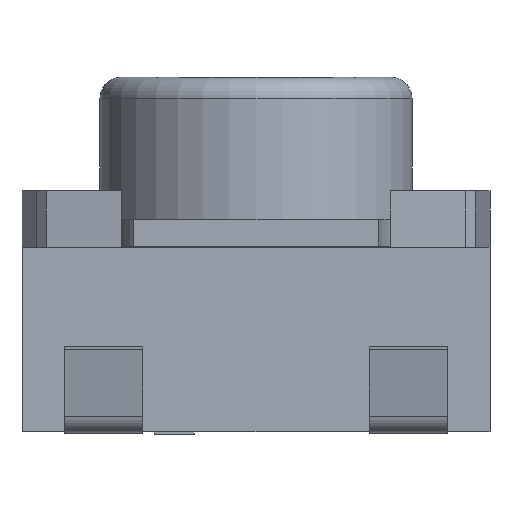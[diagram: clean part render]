
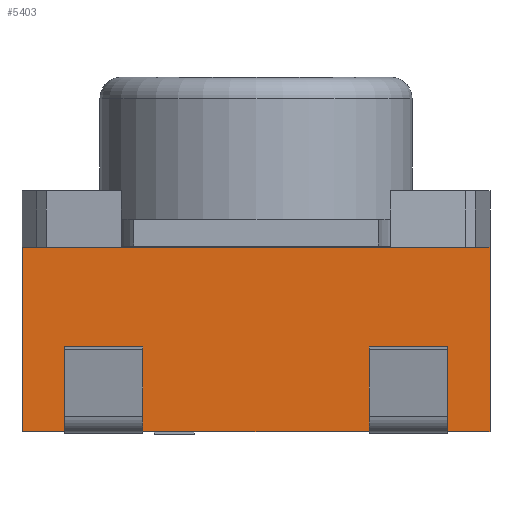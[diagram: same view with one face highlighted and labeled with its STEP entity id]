
A CAD part, left-side view. The second image highlights one B-rep face of the part: STEP entity #5403.
In plain terms, the highlighted planar face has unit normal (-1, 0, 0).
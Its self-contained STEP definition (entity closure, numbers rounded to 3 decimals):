
#145=DIRECTION('',(0.,-1.,0.));
#146=VECTOR('',#145,0.3);
#147=CARTESIAN_POINT('',(-2.1,-1.35,0.));
#148=LINE('',#147,#146);
#193=DIRECTION('',(0.,-1.,0.));
#194=VECTOR('',#193,0.3);
#195=CARTESIAN_POINT('',(-2.1,1.65,0.));
#196=LINE('',#195,#194);
#209=DIRECTION('',(0.,-1.,0.));
#210=VECTOR('',#209,1.6);
#211=CARTESIAN_POINT('',(-2.1,0.8,0.));
#212=LINE('',#211,#210);
#927=DIRECTION('',(0.,0.,1.));
#928=VECTOR('',#927,1.3);
#929=CARTESIAN_POINT('',(-2.1,-1.65,0.));
#930=LINE('',#929,#928);
#965=DIRECTION('',(0.,-1.,0.));
#966=VECTOR('',#965,0.7);
#967=CARTESIAN_POINT('',(-2.1,-0.95,1.3));
#968=LINE('',#967,#966);
#985=DIRECTION('',(0.,-1.,0.));
#986=VECTOR('',#985,1.9);
#987=CARTESIAN_POINT('',(-2.1,0.95,1.3));
#988=LINE('',#987,#986);
#1061=DIRECTION('',(0.,-1.,0.));
#1062=VECTOR('',#1061,0.7);
#1063=CARTESIAN_POINT('',(-2.1,1.65,1.3));
#1064=LINE('',#1063,#1062);
#1405=DIRECTION('',(0.,0.,1.));
#1406=VECTOR('',#1405,0.094);
#1407=CARTESIAN_POINT('',(-2.1,-0.8,0.));
#1408=LINE('',#1407,#1406);
#1409=DIRECTION('',(0.,0.,1.));
#1410=VECTOR('',#1409,0.094);
#1411=CARTESIAN_POINT('',(-2.1,0.8,0.));
#1412=LINE('',#1411,#1410);
#1413=DIRECTION('',(0.,1.,0.));
#1414=VECTOR('',#1413,0.55);
#1415=CARTESIAN_POINT('',(-2.1,0.8,0.094));
#1416=LINE('',#1415,#1414);
#1417=DIRECTION('',(0.,0.,1.));
#1418=VECTOR('',#1417,0.094);
#1419=CARTESIAN_POINT('',(-2.1,1.35,0.));
#1420=LINE('',#1419,#1418);
#1421=DIRECTION('',(0.,0.,1.));
#1422=VECTOR('',#1421,1.3);
#1423=CARTESIAN_POINT('',(-2.1,1.65,0.));
#1424=LINE('',#1423,#1422);
#1425=DIRECTION('',(0.,0.,1.));
#1426=VECTOR('',#1425,0.094);
#1427=CARTESIAN_POINT('',(-2.1,-1.35,0.));
#1428=LINE('',#1427,#1426);
#1429=DIRECTION('',(0.,1.,0.));
#1430=VECTOR('',#1429,0.55);
#1431=CARTESIAN_POINT('',(-2.1,-1.35,0.094));
#1432=LINE('',#1431,#1430);
#2385=CARTESIAN_POINT('',(-2.1,-1.65,0.));
#2387=VERTEX_POINT('',#2385);
#2390=CARTESIAN_POINT('',(-2.1,1.65,0.));
#2392=VERTEX_POINT('',#2390);
#2393=CARTESIAN_POINT('',(-2.1,1.65,1.3));
#2394=VERTEX_POINT('',#2393);
#2395=CARTESIAN_POINT('',(-2.1,-1.65,1.3));
#2396=VERTEX_POINT('',#2395);
#2465=CARTESIAN_POINT('',(-2.1,-0.95,1.3));
#2467=VERTEX_POINT('',#2465);
#2479=CARTESIAN_POINT('',(-2.1,0.95,1.3));
#2481=VERTEX_POINT('',#2479);
#3021=CARTESIAN_POINT('',(-2.1,0.8,0.));
#3023=VERTEX_POINT('',#3021);
#3029=CARTESIAN_POINT('',(-2.1,1.35,0.));
#3031=VERTEX_POINT('',#3029);
#3037=CARTESIAN_POINT('',(-2.1,0.8,0.094));
#3038=VERTEX_POINT('',#3037);
#3039=CARTESIAN_POINT('',(-2.1,1.35,0.094));
#3040=VERTEX_POINT('',#3039);
#3097=CARTESIAN_POINT('',(-2.1,-0.8,0.094));
#3098=VERTEX_POINT('',#3097);
#3105=CARTESIAN_POINT('',(-2.1,-1.35,0.094));
#3106=VERTEX_POINT('',#3105);
#3109=CARTESIAN_POINT('',(-2.1,-0.8,0.));
#3110=VERTEX_POINT('',#3109);
#3113=CARTESIAN_POINT('',(-2.1,-1.35,0.));
#3114=VERTEX_POINT('',#3113);
#5377=CARTESIAN_POINT('',(-2.1,1.65,0.));
#5378=DIRECTION('',(-1.,0.,0.));
#5379=DIRECTION('',(0.,-1.,0.));
#5380=AXIS2_PLACEMENT_3D('',#5377,#5378,#5379);
#5381=PLANE('',#5380);
#5382=ORIENTED_EDGE('',*,*,#4077,.F.);
#5383=ORIENTED_EDGE('',*,*,#3199,.F.);
#5385=ORIENTED_EDGE('',*,*,#5384,.T.);
#5387=ORIENTED_EDGE('',*,*,#5386,.T.);
#5389=ORIENTED_EDGE('',*,*,#5388,.F.);
#5390=ORIENTED_EDGE('',*,*,#3191,.F.);
#5392=ORIENTED_EDGE('',*,*,#5391,.T.);
#5393=ORIENTED_EDGE('',*,*,#4453,.T.);
#5394=ORIENTED_EDGE('',*,*,#4392,.T.);
#5395=ORIENTED_EDGE('',*,*,#4367,.T.);
#5396=ORIENTED_EDGE('',*,*,#4343,.F.);
#5397=ORIENTED_EDGE('',*,*,#3167,.F.);
#5398=ORIENTED_EDGE('',*,*,#4148,.T.);
#5400=ORIENTED_EDGE('',*,*,#5399,.T.);
#5401=EDGE_LOOP('',(#5382,#5383,#5385,#5387,#5389,#5390,#5392,#5393,#5394,#5395,
#5396,#5397,#5398,#5400));
#5402=FACE_OUTER_BOUND('',#5401,.F.);
#5403=ADVANCED_FACE('',(#5402),#5381,.T.);
#3167=EDGE_CURVE('',#3114,#2387,#148,.T.);
#3191=EDGE_CURVE('',#2392,#3031,#196,.T.);
#3199=EDGE_CURVE('',#3023,#3110,#212,.T.);
#4077=EDGE_CURVE('',#3110,#3098,#1408,.T.);
#4148=EDGE_CURVE('',#3114,#3106,#1428,.T.);
#4343=EDGE_CURVE('',#2387,#2396,#930,.T.);
#4367=EDGE_CURVE('',#2467,#2396,#968,.T.);
#4392=EDGE_CURVE('',#2481,#2467,#988,.T.);
#4453=EDGE_CURVE('',#2394,#2481,#1064,.T.);
#5384=EDGE_CURVE('',#3023,#3038,#1412,.T.);
#5386=EDGE_CURVE('',#3038,#3040,#1416,.T.);
#5388=EDGE_CURVE('',#3031,#3040,#1420,.T.);
#5391=EDGE_CURVE('',#2392,#2394,#1424,.T.);
#5399=EDGE_CURVE('',#3106,#3098,#1432,.T.);
